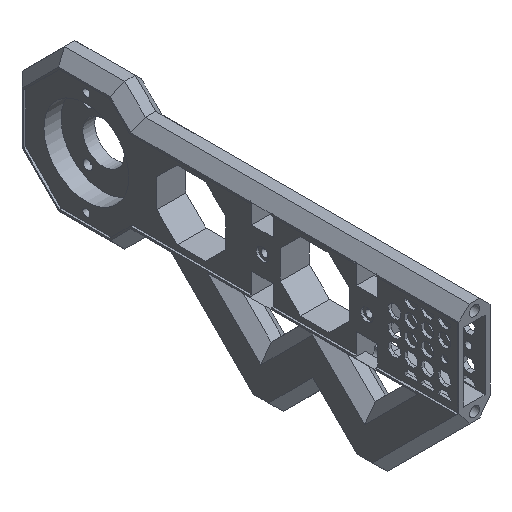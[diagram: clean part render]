
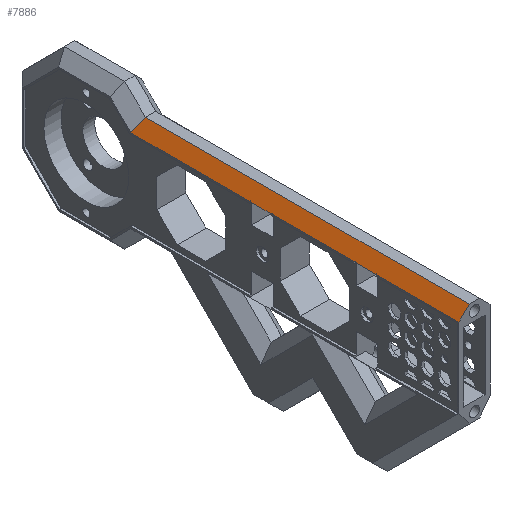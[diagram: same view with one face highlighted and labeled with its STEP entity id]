
A CAD part, isometric view. The second image highlights one B-rep face of the part: STEP entity #7886.
In plain terms, the highlighted planar face has unit normal (-0.707, 0, 0.707).
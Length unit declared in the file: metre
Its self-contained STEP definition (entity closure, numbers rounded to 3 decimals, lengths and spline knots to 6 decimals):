
#390=ORIENTED_EDGE('',*,*,#2380,.F.);
#391=ORIENTED_EDGE('',*,*,#2659,.F.);
#392=ORIENTED_EDGE('',*,*,#2660,.T.);
#393=ORIENTED_EDGE('',*,*,#2661,.F.);
#394=ORIENTED_EDGE('',*,*,#2401,.F.);
#395=ORIENTED_EDGE('',*,*,#2662,.F.);
#396=ORIENTED_EDGE('',*,*,#2374,.F.);
#397=ORIENTED_EDGE('',*,*,#2370,.F.);
#2370=EDGE_CURVE('',#3509,#3510,#4261,.T.);
#2374=EDGE_CURVE('',#3510,#3513,#4265,.T.);
#2380=EDGE_CURVE('',#3518,#3509,#4271,.T.);
#2401=EDGE_CURVE('',#3537,#3538,#4292,.T.);
#2659=EDGE_CURVE('',#3783,#3518,#4525,.T.);
#2660=EDGE_CURVE('',#3783,#3784,#4526,.T.);
#2661=EDGE_CURVE('',#3538,#3784,#4527,.F.);
#2662=EDGE_CURVE('',#3513,#3537,#4528,.T.);
#3509=VERTEX_POINT('',#10744);
#3510=VERTEX_POINT('',#10746);
#3513=VERTEX_POINT('',#10754);
#3518=VERTEX_POINT('',#10765);
#3537=VERTEX_POINT('',#10806);
#3538=VERTEX_POINT('',#10808);
#3783=VERTEX_POINT('',#11330);
#3784=VERTEX_POINT('',#11332);
#4261=LINE('',#10745,#5348);
#4265=LINE('',#10753,#5352);
#4271=LINE('',#10766,#5358);
#4292=LINE('',#10807,#5379);
#4525=LINE('',#11329,#5612);
#4526=LINE('',#11331,#5613);
#4527=LINE('',#11333,#5614);
#4528=LINE('',#11334,#5615);
#5348=VECTOR('',#8744,1.);
#5352=VECTOR('',#8750,1.);
#5358=VECTOR('',#8758,1.);
#5379=VECTOR('',#8781,1.);
#5612=VECTOR('',#9102,1.);
#5613=VECTOR('',#9103,1.);
#5614=VECTOR('',#9104,1.);
#5615=VECTOR('',#9105,1.);
#6486=EDGE_LOOP('',(#390,#391,#392,#393,#394,#395,#396,#397));
#7013=FACE_BOUND('',#6486,.T.);
#7500=PLANE('',#8326);
#7886=ADVANCED_FACE('',(#7013),#7500,.T.);
#8326=AXIS2_PLACEMENT_3D('',#11328,#9100,#9101);
#8744=DIRECTION('',(0.,1.,0.));
#8750=DIRECTION('',(0.,1.,0.));
#8758=DIRECTION('',(0.,1.,0.));
#8781=DIRECTION('',(0.,1.,0.));
#9100=DIRECTION('',(-0.707,0.,0.707));
#9101=DIRECTION('',(-0.707,0.,-0.707));
#9102=DIRECTION('',(-0.707,0.,-0.707));
#9103=DIRECTION('',(0.,1.,0.));
#9104=DIRECTION('',(-0.679,0.281,-0.679));
#9105=DIRECTION('',(0.,1.,0.));
#10744=CARTESIAN_POINT('',(-0.1225,0.,0.02));
#10745=CARTESIAN_POINT('',(-0.1225,-0.04,0.02));
#10746=CARTESIAN_POINT('',(-0.1225,0.0104,0.02));
#10753=CARTESIAN_POINT('',(-0.1225,-0.04,0.02));
#10754=CARTESIAN_POINT('',(-0.1225,0.0504,0.02));
#10765=CARTESIAN_POINT('',(-0.1225,-0.04,0.02));
#10766=CARTESIAN_POINT('',(-0.1225,-0.04,0.02));
#10806=CARTESIAN_POINT('',(-0.1225,0.0608,0.02));
#10807=CARTESIAN_POINT('',(-0.1225,-0.04,0.02));
#10808=CARTESIAN_POINT('',(-0.1225,0.117974,0.02));
#11328=CARTESIAN_POINT('',(-0.12,-0.04,0.0225));
#11329=CARTESIAN_POINT('',(-0.12,-0.04,0.0225));
#11330=CARTESIAN_POINT('',(-0.1175,-0.04,0.025));
#11331=CARTESIAN_POINT('',(-0.1175,-0.04,0.025));
#11332=CARTESIAN_POINT('',(-0.1175,0.115903,0.025));
#11333=CARTESIAN_POINT('',(-0.146842,0.128056,-0.004342));
#11334=CARTESIAN_POINT('',(-0.1225,-0.04,0.02));
